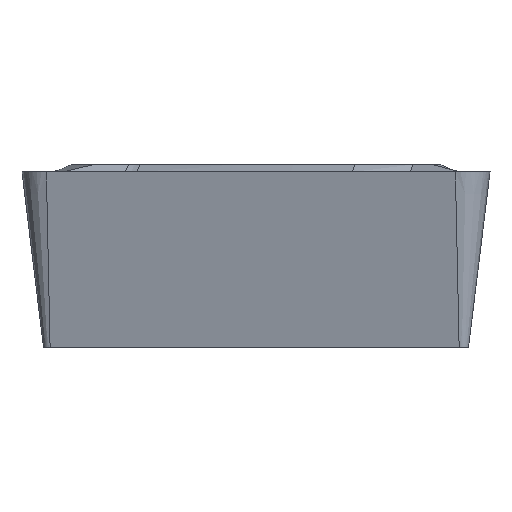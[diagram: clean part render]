
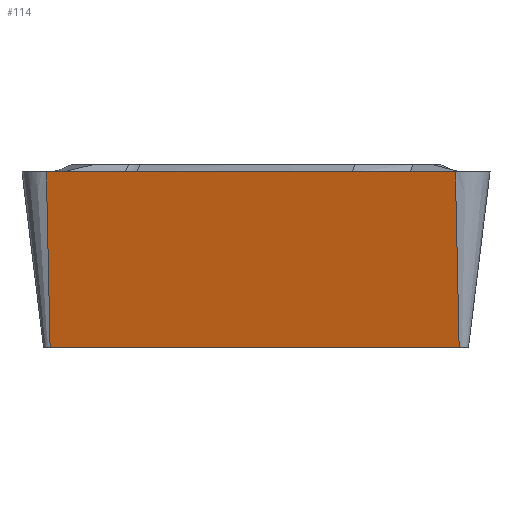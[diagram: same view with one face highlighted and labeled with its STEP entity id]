
A CAD part, front view. The second image highlights one B-rep face of the part: STEP entity #114.
In plain terms, the highlighted planar face has unit normal (-0.172, -0.978, -0.122).
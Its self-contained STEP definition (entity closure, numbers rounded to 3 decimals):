
#83=FACE_OUTER_BOUND('',#174,.T.);
#114=ADVANCED_FACE('',(#83),#134,.T.);
#134=PLANE('',#696);
#174=EDGE_LOOP('',(#446,#447,#448,#449,#450,#451));
#193=B_SPLINE_CURVE_WITH_KNOTS('',1,(#836,#837),.UNSPECIFIED.,.F.,.F.,(2,
2),(0.,1.),.UNSPECIFIED.);
#246=LINE('',#834,#280);
#247=LINE('',#839,#281);
#264=LINE('',#2551,#298);
#267=LINE('',#2560,#301);
#268=LINE('',#2562,#302);
#280=VECTOR('',#723,1.);
#281=VECTOR('',#724,1.);
#298=VECTOR('',#761,1.);
#301=VECTOR('',#770,1.);
#302=VECTOR('',#773,1.);
#446=ORIENTED_EDGE('',*,*,#581,.T.);
#447=ORIENTED_EDGE('',*,*,#656,.F.);
#448=ORIENTED_EDGE('',*,*,#650,.T.);
#449=ORIENTED_EDGE('',*,*,#655,.T.);
#450=ORIENTED_EDGE('',*,*,#583,.T.);
#451=ORIENTED_EDGE('',*,*,#582,.T.);
#500=VERTEX_POINT('',#805);
#513=VERTEX_POINT('',#833);
#514=VERTEX_POINT('',#835);
#515=VERTEX_POINT('',#838);
#562=VERTEX_POINT('',#2550);
#563=VERTEX_POINT('',#2552);
#581=EDGE_CURVE('',#514,#513,#246,.T.);
#582=EDGE_CURVE('',#515,#514,#193,.T.);
#583=EDGE_CURVE('',#500,#515,#247,.T.);
#650=EDGE_CURVE('',#563,#562,#264,.T.);
#655=EDGE_CURVE('',#562,#500,#267,.T.);
#656=EDGE_CURVE('',#563,#513,#268,.T.);
#696=AXIS2_PLACEMENT_3D('',#2565,#777,#778);
#723=DIRECTION('',(-0.985,0.174,0.));
#724=DIRECTION('',(-0.985,0.174,0.));
#761=DIRECTION('',(0.985,-0.174,0.));
#770=DIRECTION('',(-0.021,-0.12,0.993));
#773=DIRECTION('',(-0.021,-0.12,0.993));
#777=DIRECTION('',(-0.172,-0.977,-0.122));
#778=DIRECTION('',(0.021,0.12,-0.993));
#805=CARTESIAN_POINT('',(5.411,-7.402,-0.2));
#833=CARTESIAN_POINT('',(-5.689,-5.445,-0.2));
#834=CARTESIAN_POINT('',(-5.689,-5.445,-0.2));
#835=CARTESIAN_POINT('',(2.457,-6.881,-0.2));
#836=CARTESIAN_POINT('',(3.934,-7.142,-0.2));
#837=CARTESIAN_POINT('',(2.457,-6.881,-0.2));
#838=CARTESIAN_POINT('',(3.934,-7.142,-0.2));
#839=CARTESIAN_POINT('',(4.672,-7.272,-0.2));
#2550=CARTESIAN_POINT('',(5.513,-6.827,-4.96));
#2551=CARTESIAN_POINT('',(-5.587,-4.869,-4.96));
#2552=CARTESIAN_POINT('',(-5.587,-4.869,-4.96));
#2560=CARTESIAN_POINT('',(5.411,-7.402,-0.2));
#2562=CARTESIAN_POINT('',(-5.689,-5.445,-0.2));
#2565=CARTESIAN_POINT('',(-5.689,-5.445,-0.2));
